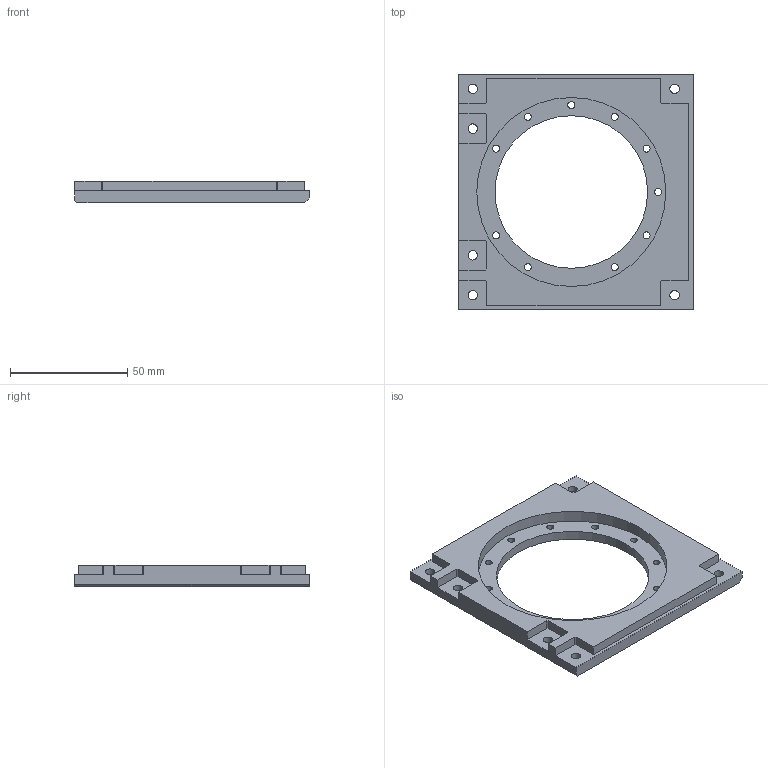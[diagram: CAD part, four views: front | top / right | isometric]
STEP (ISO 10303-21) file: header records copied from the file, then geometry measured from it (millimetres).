
FILE_DESCRIPTION(/* description */ ('STEP AP242','CAx-IF Rec.Pracs.---Representation and Presentation of Product Manufacturing Information (PMI)---4.0---2014-10-13','CAx-IF Rec.Pracs.---3D Tessellated Geometry---0.4---2014-09-14','2;1'),/* implementation_level */ '2;1');
FILE_NAME(/* name */ '67dacbb49fafd649af68d6bf',/* time_stamp */ '2025-03-19T13:50:45Z',/* author */ (''),/* organization */ (''),/* preprocessor_version */ 'ST-DEVELOPER v20',/* originating_system */ 'ONSHAPE BY PTC INC, 1.195',/* authorisation */ ' ');
FILE_SCHEMA (('AP242_MANAGED_MODEL_BASED_3D_ENGINEERING_MIM_LF { 1 0 10303 442 1 1 4 }'));
Length unit declared in the file: metre
Products named in the file (1): Main frame A
Bounding box: 100 x 100 x 9 mm (x, y, z)
Volume: 45114 mm3; surface area: 19468.4 mm2
Topology: 1 solids, 1 shells, 55 faces, 162 edges, 110 vertices
Faces by surface type: plane 37, cylinder 18
Full cylindrical faces by diameter (mm): 3 x10, 4 x6, 65 x1, 80.5 x1
Entity records: 1786 total; most frequent: CARTESIAN_POINT 298, DIRECTION 286, ORIENTED_EDGE 276, EDGE_CURVE 138, EDGE_LOOP 108, FACE_BOUND 108, VERTEX_POINT 104, LINE 102
